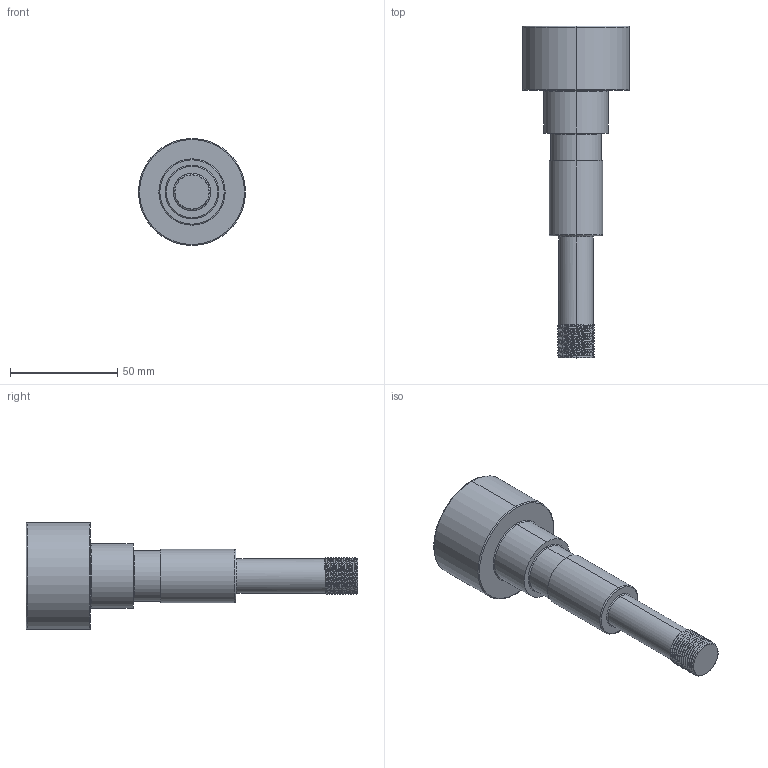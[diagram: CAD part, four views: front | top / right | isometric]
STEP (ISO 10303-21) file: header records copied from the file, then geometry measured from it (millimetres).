
FILE_DESCRIPTION (( 'STEP AP214' ), '1' );
FILE_NAME ('Shaft.STEP', '2024-12-09T00:33:32', ( '' ), ( '' ), 'SwSTEP 2.0', 'SolidWorks 2022', '' );
FILE_SCHEMA (( 'AUTOMOTIVE_DESIGN' ));
Length unit declared in the file: millimetre
Products named in the file (1): Shaft
Bounding box: 50 x 155 x 50 mm (x, y, z)
Volume: 106265 mm3; surface area: 18567.9 mm2
Topology: 1 solids, 1 shells, 92 faces, 237 edges, 152 vertices
Faces by surface type: cylinder 62, torus 12, plane 11, bspline 7
Entity records: 7479 total; most frequent: CARTESIAN_POINT 5538, ORIENTED_EDGE 474, DIRECTION 339, EDGE_CURVE 237, VERTEX_POINT 152, AXIS2_PLACEMENT_3D 134, EDGE_LOOP 97, ADVANCED_FACE 92
